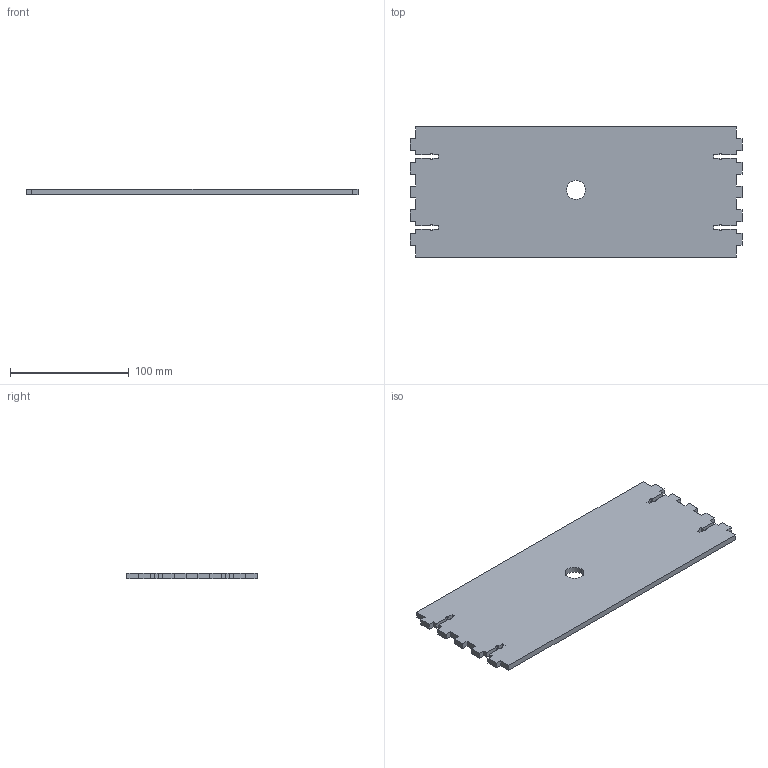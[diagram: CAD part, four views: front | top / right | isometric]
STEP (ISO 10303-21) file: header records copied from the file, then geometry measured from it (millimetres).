
FILE_DESCRIPTION(('CATIA V5 STEP Exchange'),'2;1');
FILE_NAME('balancedBot_middle.stp','2021-08-09T09:32:20+00:00',('none'),('none'),'CATIA Version 5 Release 20 GA (IN-10)','CATIA V5 STEP AP203','none');
FILE_SCHEMA(('CONFIG_CONTROL_DESIGN'));
Length unit declared in the file: millimetre
Products named in the file (1): Part1
Bounding box: 280 x 110 x 5 mm (x, y, z)
Volume: 148740.7 mm3; surface area: 64903.6 mm2
Topology: 1 solids, 1 shells, 96 faces, 282 edges, 188 vertices
Faces by surface type: plane 94, cylinder 2
Entity records: 2857 total; most frequent: ORIENTED_EDGE 564, CARTESIAN_POINT 504, DIRECTION 348, EDGE_CURVE 282, VECTOR 278, LINE 278, VERTEX_POINT 188, EDGE_LOOP 98
